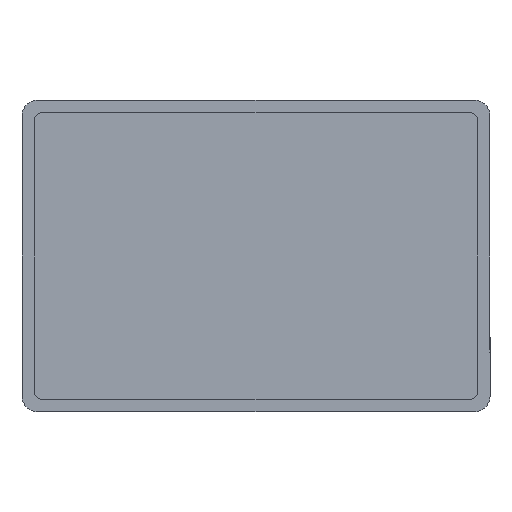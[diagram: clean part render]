
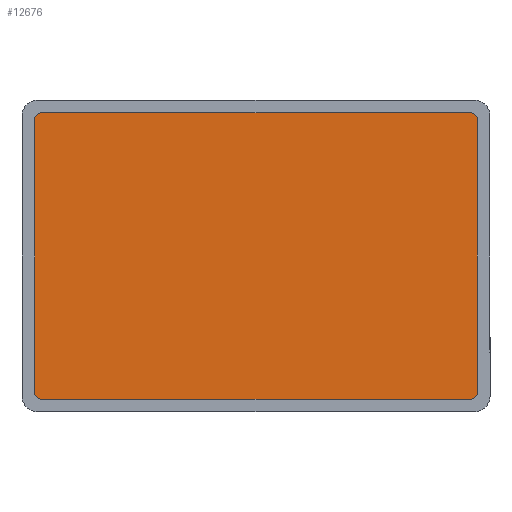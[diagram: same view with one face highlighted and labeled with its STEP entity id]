
A CAD part, front view. The second image highlights one B-rep face of the part: STEP entity #12676.
In plain terms, the highlighted planar face has unit normal (0, -1, 0).
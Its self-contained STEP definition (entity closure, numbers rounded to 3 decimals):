
#118 = VERTEX_POINT ( 'NONE', #8425 ) ;
#651 = CIRCLE ( 'NONE', #8991, 9. ) ;
#865 = DIRECTION ( 'NONE',  ( 0., 1., 0. ) ) ;
#912 = VECTOR ( 'NONE', #12705, 1000. ) ;
#1860 = EDGE_CURVE ( 'NONE', #21478, #4288, #12036, .T. ) ;
#2538 = VERTEX_POINT ( 'NONE', #19284 ) ;
#2583 = CARTESIAN_POINT ( 'NONE',  ( -274., 0., -183. ) ) ;
#2613 = DIRECTION ( 'NONE',  ( 0., 1., 0. ) ) ;
#2647 = CARTESIAN_POINT ( 'NONE',  ( -283., 0., 174. ) ) ;
#2786 = ORIENTED_EDGE ( 'NONE', *, *, #13589, .F. ) ;
#3506 = LINE ( 'NONE', #6991, #12095 ) ;
#4288 = VERTEX_POINT ( 'NONE', #20222 ) ;
#4949 = LINE ( 'NONE', #21394, #5691 ) ;
#5176 = EDGE_CURVE ( 'NONE', #12532, #12868, #14201, .T. ) ;
#5201 = EDGE_CURVE ( 'NONE', #2538, #7217, #17241, .T. ) ;
#5628 = CARTESIAN_POINT ( 'NONE',  ( -283., 0., 174. ) ) ;
#5691 = VECTOR ( 'NONE', #6697, 1000. ) ;
#5911 = ORIENTED_EDGE ( 'NONE', *, *, #14606, .F. ) ;
#6179 = LINE ( 'NONE', #2583, #912 ) ;
#6441 = ORIENTED_EDGE ( 'NONE', *, *, #1860, .F. ) ;
#6697 = DIRECTION ( 'NONE',  ( 1., 0., 0. ) ) ;
#6985 = ORIENTED_EDGE ( 'NONE', *, *, #5201, .F. ) ;
#6991 = CARTESIAN_POINT ( 'NONE',  ( 283., 0., 174. ) ) ;
#7202 = DIRECTION ( 'NONE',  ( 0., 1., 0. ) ) ;
#7217 = VERTEX_POINT ( 'NONE', #15569 ) ;
#7397 = FACE_OUTER_BOUND ( 'NONE', #16570, .T. ) ;
#7525 = CARTESIAN_POINT ( 'NONE',  ( 274., 0., -174. ) ) ;
#7633 = DIRECTION ( 'NONE',  ( 0., 0., 1. ) ) ;
#7642 = VERTEX_POINT ( 'NONE', #5628 ) ;
#7713 = DIRECTION ( 'NONE',  ( 0., 0., 1. ) ) ;
#7912 = AXIS2_PLACEMENT_3D ( 'NONE', #15986, #865, #7713 ) ;
#8425 = CARTESIAN_POINT ( 'NONE',  ( -274., 0., 183. ) ) ;
#8991 = AXIS2_PLACEMENT_3D ( 'NONE', #9990, #11616, #11729 ) ;
#9147 = DIRECTION ( 'NONE',  ( 0., 1., 0. ) ) ;
#9455 = CARTESIAN_POINT ( 'NONE',  ( -283., 0., -174. ) ) ;
#9902 = ORIENTED_EDGE ( 'NONE', *, *, #14381, .F. ) ;
#9990 = CARTESIAN_POINT ( 'NONE',  ( -274., 0., 174. ) ) ;
#10063 = ORIENTED_EDGE ( 'NONE', *, *, #17419, .F. ) ;
#10261 = DIRECTION ( 'NONE',  ( 0., 0., -1. ) ) ;
#10282 = DIRECTION ( 'NONE',  ( 0., 0., 1. ) ) ;
#10920 = LINE ( 'NONE', #2647, #12435 ) ;
#11616 = DIRECTION ( 'NONE',  ( 0., 1., 0. ) ) ;
#11729 = DIRECTION ( 'NONE',  ( 0., 0., 1. ) ) ;
#12036 = CIRCLE ( 'NONE', #16180, 9. ) ;
#12095 = VECTOR ( 'NONE', #10261, 1000. ) ;
#12421 = DIRECTION ( 'NONE',  ( 0., 0., 1. ) ) ;
#12435 = VECTOR ( 'NONE', #15930, 1000. ) ;
#12532 = VERTEX_POINT ( 'NONE', #20142 ) ;
#12676 = ADVANCED_FACE ( 'NONE', ( #7397 ), #14031, .F. ) ;
#12705 = DIRECTION ( 'NONE',  ( -1., 0., 0. ) ) ;
#12868 = VERTEX_POINT ( 'NONE', #9455 ) ;
#13168 = AXIS2_PLACEMENT_3D ( 'NONE', #15469, #2613, #12421 ) ;
#13589 = EDGE_CURVE ( 'NONE', #7642, #118, #651, .T. ) ;
#13944 = CARTESIAN_POINT ( 'NONE',  ( 274., 0., 174. ) ) ;
#14031 = PLANE ( 'NONE',  #7912 ) ;
#14201 = CIRCLE ( 'NONE', #13168, 9. ) ;
#14381 = EDGE_CURVE ( 'NONE', #12868, #7642, #10920, .T. ) ;
#14606 = EDGE_CURVE ( 'NONE', #7217, #21478, #3506, .T. ) ;
#15200 = EDGE_CURVE ( 'NONE', #118, #2538, #4949, .T. ) ;
#15469 = CARTESIAN_POINT ( 'NONE',  ( -274., 0., -174. ) ) ;
#15569 = CARTESIAN_POINT ( 'NONE',  ( 283., 0., 174. ) ) ;
#15930 = DIRECTION ( 'NONE',  ( 0., 0., 1. ) ) ;
#15986 = CARTESIAN_POINT ( 'NONE',  ( -274., 0., -174. ) ) ;
#16180 = AXIS2_PLACEMENT_3D ( 'NONE', #7525, #9147, #10282 ) ;
#16233 = CARTESIAN_POINT ( 'NONE',  ( 283., 0., -174. ) ) ;
#16570 = EDGE_LOOP ( 'NONE', ( #19067, #10063, #6441, #5911, #6985, #18589, #2786, #9902 ) ) ;
#17241 = CIRCLE ( 'NONE', #18985, 9. ) ;
#17419 = EDGE_CURVE ( 'NONE', #4288, #12532, #6179, .T. ) ;
#18589 = ORIENTED_EDGE ( 'NONE', *, *, #15200, .F. ) ;
#18985 = AXIS2_PLACEMENT_3D ( 'NONE', #13944, #7202, #7633 ) ;
#19067 = ORIENTED_EDGE ( 'NONE', *, *, #5176, .F. ) ;
#19284 = CARTESIAN_POINT ( 'NONE',  ( 274., 0., 183. ) ) ;
#20142 = CARTESIAN_POINT ( 'NONE',  ( -274., 0., -183. ) ) ;
#20222 = CARTESIAN_POINT ( 'NONE',  ( 274., 0., -183. ) ) ;
#21394 = CARTESIAN_POINT ( 'NONE',  ( -274., 0., 183. ) ) ;
#21478 = VERTEX_POINT ( 'NONE', #16233 ) ;
